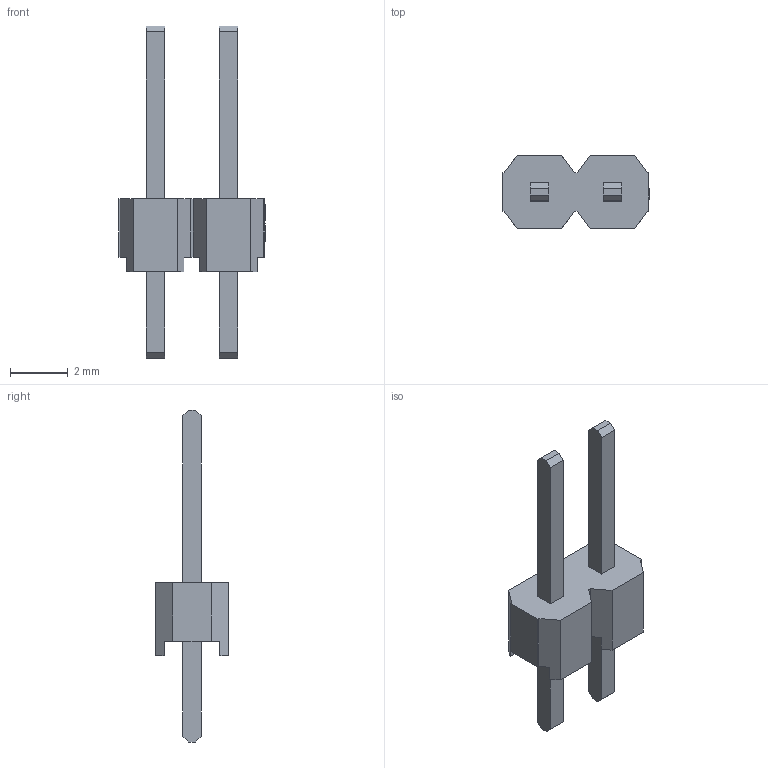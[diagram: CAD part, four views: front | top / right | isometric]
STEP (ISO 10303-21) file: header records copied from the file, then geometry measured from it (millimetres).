
FILE_DESCRIPTION (( 'STEP AP214' ), '1' );
FILE_NAME ('HDR-TH_2P-P2.54-M-LI-1X2P.step', '2022-07-02T12:04:52', ( '' ), ( '' ), 'SwSTEP 2.0', 'SolidWorks 2020', '' );
FILE_SCHEMA (( 'AUTOMOTIVE_DESIGN' ));
Length unit declared in the file: millimetre
Products named in the file (1): HDR-TH_2P-P2.54-M-LI-1X2P
Bounding box: 5.09 x 2.54 x 11.54 mm (x, y, z)
Volume: 32.4 mm3; surface area: 111.6 mm2
Topology: 1 solids, 1 shells, 342 faces, 930 edges, 620 vertices
Faces by surface type: plane 228, bspline 114
Entity records: 15356 total; most frequent: CARTESIAN_POINT 4255, ORIENTED_EDGE 1860, DIRECTION 1156, EDGE_CURVE 930, LINE 698, VECTOR 698, VERTEX_POINT 620, EDGE_LOOP 372
